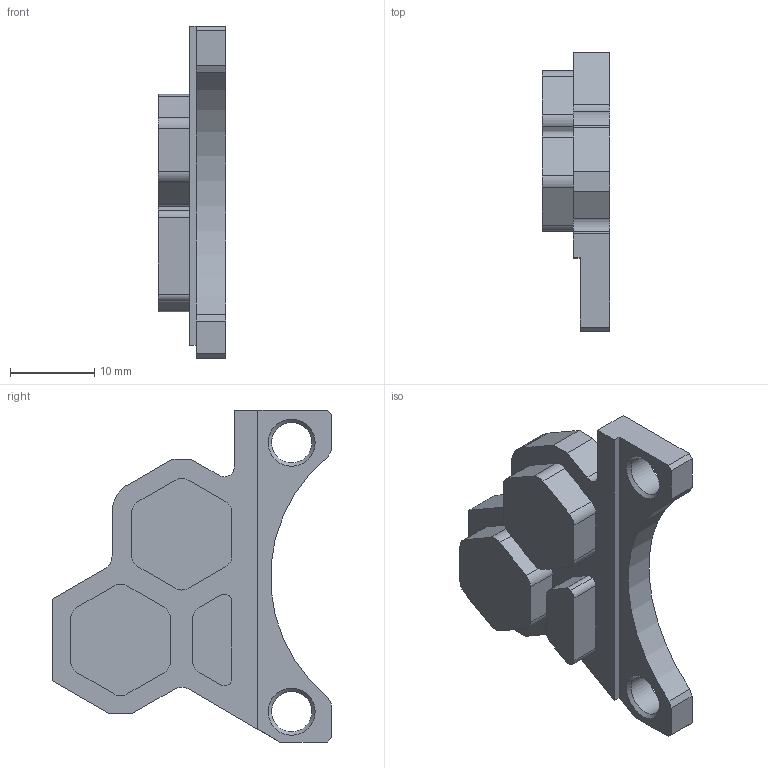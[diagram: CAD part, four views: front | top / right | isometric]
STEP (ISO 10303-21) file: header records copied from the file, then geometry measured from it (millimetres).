
FILE_DESCRIPTION(/* description */ (''),/* implementation_level */ '2;1');
FILE_NAME(/* name */ 'fan_skirt_mount_A_x2.step',/* time_stamp */ '2025-12-31T11:27:29-05:00',/* author */ (''),/* organization */ (''),/* preprocessor_version */ 'ST-DEVELOPER v20.1',/* originating_system */ 'Autodesk Translation Framework v14.21.0.0',/* authorisation */ '');
FILE_SCHEMA (('AUTOMOTIVE_DESIGN { 1 0 10303 214 3 1 1 }'));
Length unit declared in the file: millimetre
Products named in the file (1): fan_skirt_mount
Bounding box: 8 x 33.24 x 39.5 mm (x, y, z)
Volume: 4197.5 mm3; surface area: 2606.1 mm2
Topology: 1 solids, 1 shells, 71 faces, 196 edges, 130 vertices
Faces by surface type: plane 41, cylinder 25, bspline 3, cone 2
Full cylindrical faces by diameter (mm): 4.8 x2
Entity records: 2396 total; most frequent: CARTESIAN_POINT 501, ORIENTED_EDGE 392, DIRECTION 380, EDGE_CURVE 196, LINE 138, VECTOR 138, VERTEX_POINT 130, AXIS2_PLACEMENT_3D 121
